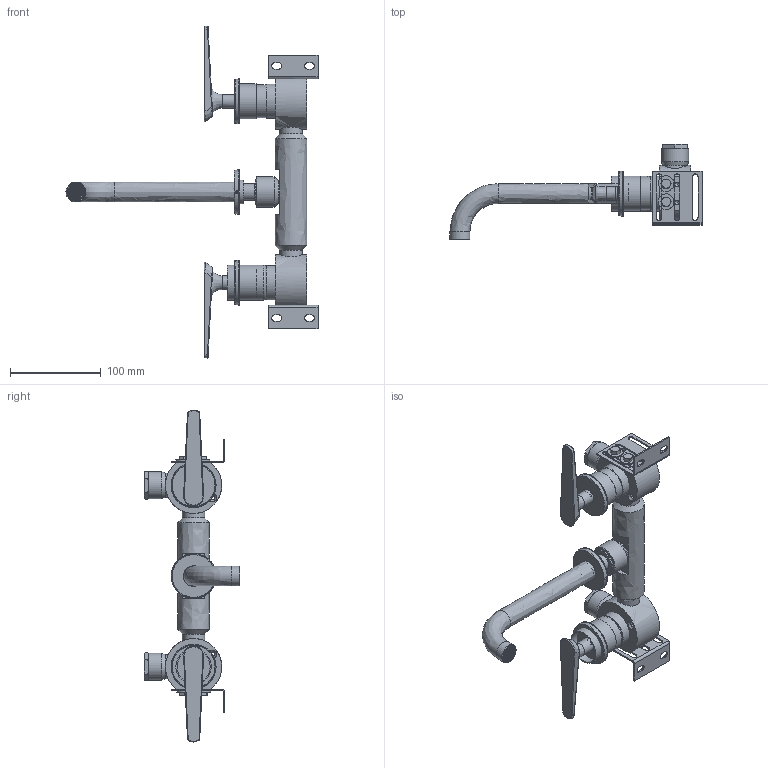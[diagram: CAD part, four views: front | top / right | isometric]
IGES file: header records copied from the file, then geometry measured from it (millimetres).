
Global section: file name: FORMET20K17-1COL; native system: Autodesk Inventor 2020; preprocessor: unknown; author: rclarke; date: 20221130.103646; units: millimetre
Bounding box: 277.85 x 105.5 x 365.99 mm (x, y, z)
Volume: 509790.2 mm3; surface area: 266344.2 mm2
Topology: 70 solids, 70 shells, 4348 faces, 11806 edges, 7720 vertices
Faces by surface type: bspline 4348
